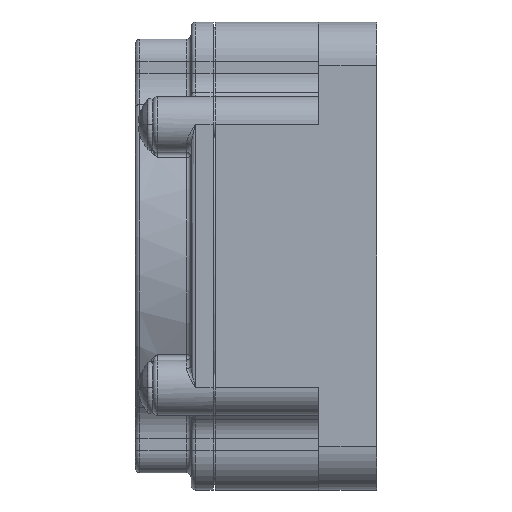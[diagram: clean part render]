
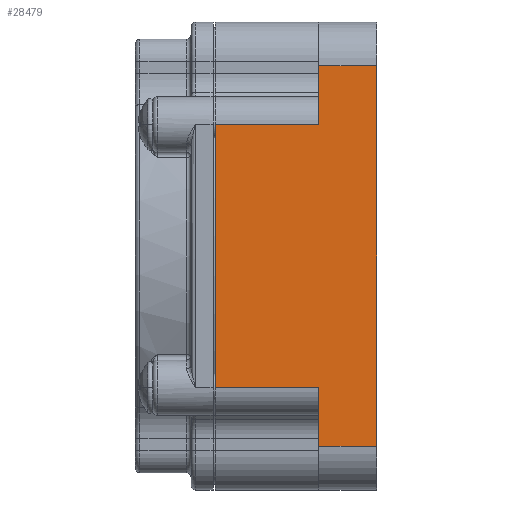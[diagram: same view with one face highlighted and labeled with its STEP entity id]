
A CAD part, left-side view. The second image highlights one B-rep face of the part: STEP entity #28479.
In plain terms, the highlighted planar face has unit normal (-1, 0, 0).
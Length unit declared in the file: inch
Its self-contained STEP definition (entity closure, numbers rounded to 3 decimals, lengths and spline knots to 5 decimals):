
#10207=DIRECTION('',(0.,0.,1.));
#10208=VECTOR('',#10207,1.79);
#10209=CARTESIAN_POINT('',(-1.57756,1.09843,-0.895));
#10210=LINE('',#10209,#10208);
#10471=DIRECTION('',(0.,0.,1.));
#10472=VECTOR('',#10471,0.39848);
#10473=CARTESIAN_POINT('',(-1.57756,0.3937,
-1.29348));
#10474=LINE('',#10473,#10472);
#10533=DIRECTION('',(0.,1.,0.));
#10534=VECTOR('',#10533,0.70472);
#10535=CARTESIAN_POINT('',(-1.57756,0.3937,-0.895));
#10536=LINE('',#10535,#10534);
#10537=DIRECTION('',(0.,0.,-1.));
#10538=VECTOR('',#10537,2.58695);
#10539=CARTESIAN_POINT('',(-1.57756,0.,1.29348));
#10540=LINE('',#10539,#10538);
#10541=DIRECTION('',(0.,1.,0.));
#10542=VECTOR('',#10541,0.3937);
#10543=CARTESIAN_POINT('',(-1.57756,0.,-1.29348));
#10544=LINE('',#10543,#10542);
#10550=DIRECTION('',(0.,1.,0.));
#10551=VECTOR('',#10550,0.70472);
#10552=CARTESIAN_POINT('',(-1.57756,0.3937,0.895));
#10553=LINE('',#10552,#10551);
#10563=DIRECTION('',(0.,0.,1.));
#10564=VECTOR('',#10563,0.39848);
#10565=CARTESIAN_POINT('',(-1.57756,0.3937,0.895));
#10566=LINE('',#10565,#10564);
#10577=DIRECTION('',(0.,1.,0.));
#10578=VECTOR('',#10577,0.3937);
#10579=CARTESIAN_POINT('',(-1.57756,0.,1.29348));
#10580=LINE('',#10579,#10578);
#14641=CARTESIAN_POINT('',(-1.57756,0.,1.29348));
#14643=VERTEX_POINT('',#14641);
#14654=CARTESIAN_POINT('',(-1.57756,0.,-1.29348));
#14656=VERTEX_POINT('',#14654);
#14657=CARTESIAN_POINT('',(-1.57756,0.3937,
1.29348));
#14659=VERTEX_POINT('',#14657);
#14670=CARTESIAN_POINT('',(-1.57756,0.3937,
-1.29348));
#14672=VERTEX_POINT('',#14670);
#14685=CARTESIAN_POINT('',(-1.57756,0.3937,-0.895));
#14686=VERTEX_POINT('',#14685);
#14687=CARTESIAN_POINT('',(-1.57756,0.3937,0.895));
#14688=VERTEX_POINT('',#14687);
#14782=CARTESIAN_POINT('',(-1.57756,1.09843,-0.895));
#14784=VERTEX_POINT('',#14782);
#14785=CARTESIAN_POINT('',(-1.57756,1.09843,0.895));
#14786=VERTEX_POINT('',#14785);
#28460=CARTESIAN_POINT('',(-1.57756,0.,-1.29348));
#28461=DIRECTION('',(-1.,0.,0.));
#28462=DIRECTION('',(0.,0.,1.));
#28463=AXIS2_PLACEMENT_3D('',#28460,#28461,#28462);
#28464=PLANE('',#28463);
#28465=ORIENTED_EDGE('',*,*,#28382,.T.);
#28466=ORIENTED_EDGE('',*,*,#28455,.T.);
#28467=ORIENTED_EDGE('',*,*,#28139,.T.);
#28469=ORIENTED_EDGE('',*,*,#28468,.F.);
#28471=ORIENTED_EDGE('',*,*,#28470,.T.);
#28473=ORIENTED_EDGE('',*,*,#28472,.F.);
#28474=ORIENTED_EDGE('',*,*,#17215,.T.);
#28476=ORIENTED_EDGE('',*,*,#28475,.T.);
#28477=EDGE_LOOP('',(#28465,#28466,#28467,#28469,#28471,#28473,#28474,#28476));
#28478=FACE_OUTER_BOUND('',#28477,.F.);
#28479=ADVANCED_FACE('',(#28478),#28464,.T.);
#17215=EDGE_CURVE('',#14643,#14656,#10540,.T.);
#28139=EDGE_CURVE('',#14784,#14786,#10210,.T.);
#28382=EDGE_CURVE('',#14672,#14686,#10474,.T.);
#28455=EDGE_CURVE('',#14686,#14784,#10536,.T.);
#28468=EDGE_CURVE('',#14688,#14786,#10553,.T.);
#28470=EDGE_CURVE('',#14688,#14659,#10566,.T.);
#28472=EDGE_CURVE('',#14643,#14659,#10580,.T.);
#28475=EDGE_CURVE('',#14656,#14672,#10544,.T.);
